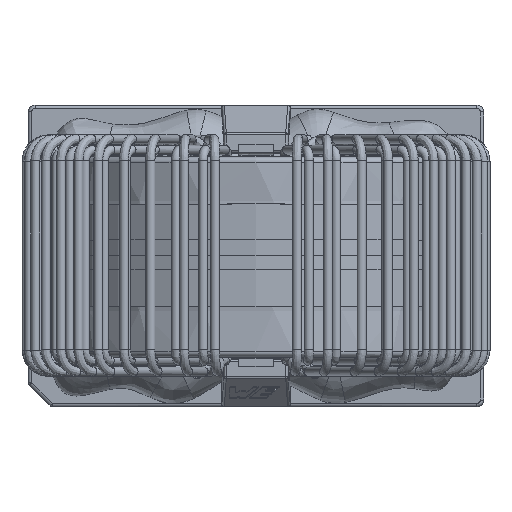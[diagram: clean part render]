
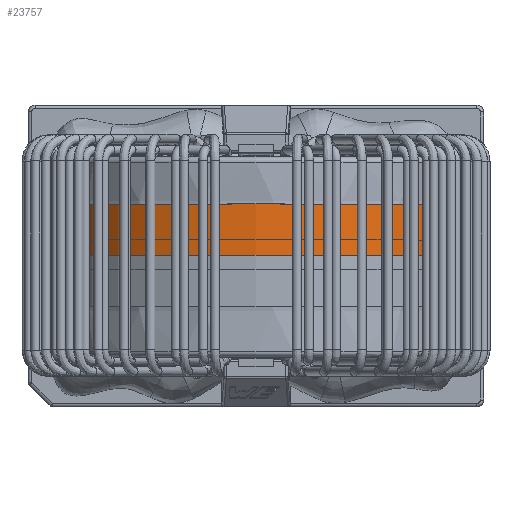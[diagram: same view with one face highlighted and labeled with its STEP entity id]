
A CAD part, top view. The second image highlights one B-rep face of the part: STEP entity #23757.
In plain terms, the highlighted conical face has half-angle 0.382 degrees and reference radius 18.79 mm.
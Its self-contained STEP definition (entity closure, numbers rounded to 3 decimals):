
#1841=CIRCLE('',#27843,18.79);
#1843=CIRCLE('',#27847,18.82);
#3058=CONICAL_SURFACE('',#27846,18.79,0.007);
#4111=ORIENTED_EDGE('',*,*,#9873,.T.);
#4112=ORIENTED_EDGE('',*,*,#9871,.F.);
#9871=EDGE_CURVE('',#12850,#12850,#1841,.T.);
#9873=EDGE_CURVE('',#12852,#12852,#1843,.T.);
#12850=VERTEX_POINT('',#38260);
#12852=VERTEX_POINT('',#38266);
#17556=EDGE_LOOP('',(#4111));
#17557=EDGE_LOOP('',(#4112));
#20355=FACE_BOUND('',#17556,.T.);
#20356=FACE_BOUND('',#17557,.T.);
#23757=ADVANCED_FACE('',(#20355,#20356),#3058,.T.);
#27843=AXIS2_PLACEMENT_3D('',#38259,#31354,#31355);
#27846=AXIS2_PLACEMENT_3D('',#38264,#31360,#31361);
#27847=AXIS2_PLACEMENT_3D('',#38265,#31362,#31363);
#31354=DIRECTION('',(0.,-1.,0.));
#31355=DIRECTION('',(0.,0.,-1.));
#31360=DIRECTION('',(0.,1.,0.));
#31361=DIRECTION('',(0.,0.,1.));
#31362=DIRECTION('',(0.,-1.,0.));
#31363=DIRECTION('',(0.,0.,-1.));
#38259=CARTESIAN_POINT('',(0.,0.,0.));
#38260=CARTESIAN_POINT('',(0.,0.,-18.79));
#38264=CARTESIAN_POINT('',(0.,0.,0.));
#38265=CARTESIAN_POINT('',(0.,4.5,0.));
#38266=CARTESIAN_POINT('',(0.,4.5,-18.82));
